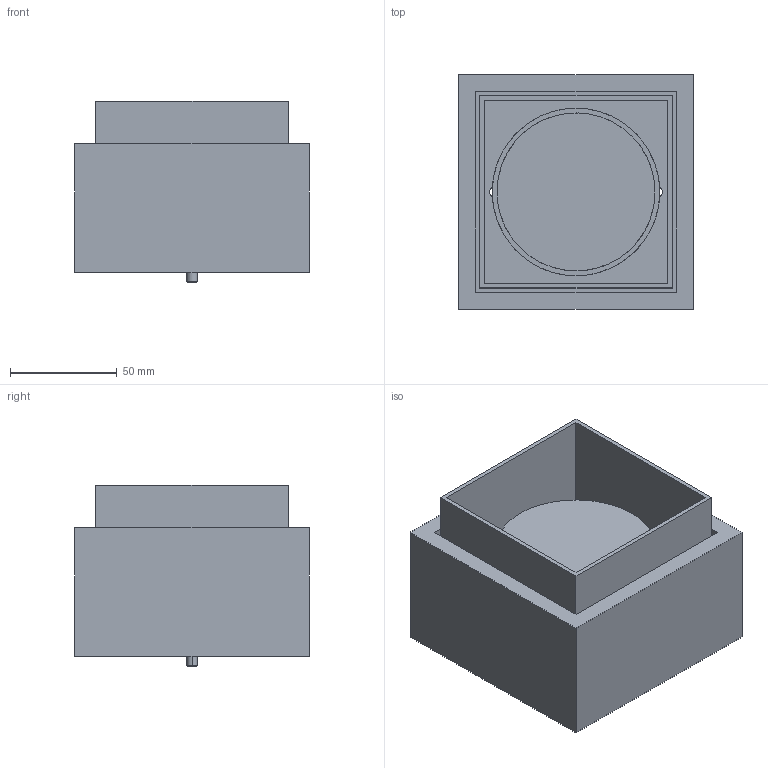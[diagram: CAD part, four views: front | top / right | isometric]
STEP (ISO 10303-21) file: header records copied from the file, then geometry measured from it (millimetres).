
FILE_DESCRIPTION(/* description */ (''),/* implementation_level */ '2;1');
FILE_NAME(/* name */ 'T078_Syme_Quadra',/* time_stamp */ '2023-09-19T14:17:57+02:00',/* author */ (''),/* organization */ (''),/* preprocessor_version */ 'ST-DEVELOPER v16.5',/* originating_system */ 'Rhino 7.20',/* authorisation */ '');
FILE_SCHEMA (('CONFIG_CONTROL_DESIGN'));
Length unit declared in the file: millimetre
Products named in the file (1): Document
Bounding box: 110 x 110 x 85 mm (x, y, z)
Volume: 459220.4 mm3; surface area: 154024.8 mm2
Topology: 21 solids, 21 shells, 331 faces, 732 edges, 476 vertices
Faces by surface type: plane 165, cylinder 132, bspline 34
Entity records: 8981 total; most frequent: CARTESIAN_POINT 3861, ORIENTED_EDGE 1462, EDGE_CURVE 731, VERTEX_POINT 474, EDGE_LOOP 397, ADVANCED_FACE 331, FACE_OUTER_BOUND 331, B_SPLINE_CURVE_WITH_KNOTS 311
